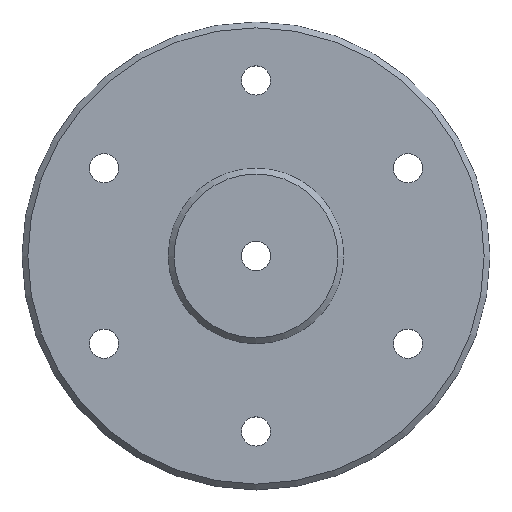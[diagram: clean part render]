
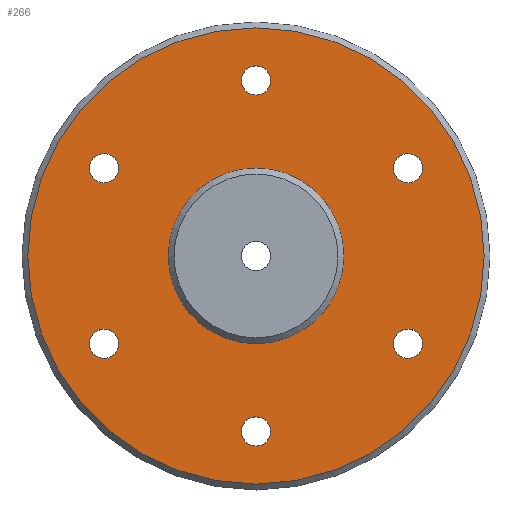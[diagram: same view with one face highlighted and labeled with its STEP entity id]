
A CAD part, top view. The second image highlights one B-rep face of the part: STEP entity #266.
In plain terms, the highlighted planar face has unit normal (0, 0, 1).
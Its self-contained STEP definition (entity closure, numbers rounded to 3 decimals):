
#27=FACE_BOUND('',#77,.T.);
#28=FACE_BOUND('',#78,.T.);
#29=FACE_BOUND('',#79,.T.);
#30=FACE_BOUND('',#80,.T.);
#31=FACE_BOUND('',#81,.T.);
#32=FACE_BOUND('',#82,.T.);
#33=FACE_BOUND('',#83,.T.);
#36=PLANE('',#311);
#53=FACE_OUTER_BOUND('',#76,.T.);
#76=EDGE_LOOP('',(#220));
#77=EDGE_LOOP('',(#221));
#78=EDGE_LOOP('',(#222));
#79=EDGE_LOOP('',(#223));
#80=EDGE_LOOP('',(#224));
#81=EDGE_LOOP('',(#225));
#82=EDGE_LOOP('',(#226));
#83=EDGE_LOOP('',(#227));
#117=CIRCLE('',#293,15.);
#129=CIRCLE('',#310,39.);
#130=CIRCLE('',#312,2.5);
#131=CIRCLE('',#313,2.5);
#132=CIRCLE('',#314,2.5);
#133=CIRCLE('',#315,2.5);
#134=CIRCLE('',#316,2.5);
#135=CIRCLE('',#317,2.5);
#138=VERTEX_POINT('',#425);
#150=VERTEX_POINT('',#457);
#151=VERTEX_POINT('',#461);
#152=VERTEX_POINT('',#463);
#153=VERTEX_POINT('',#465);
#154=VERTEX_POINT('',#467);
#155=VERTEX_POINT('',#469);
#156=VERTEX_POINT('',#471);
#161=EDGE_CURVE('',#138,#138,#117,.T.);
#175=EDGE_CURVE('',#150,#150,#129,.T.);
#177=EDGE_CURVE('',#151,#151,#130,.T.);
#178=EDGE_CURVE('',#152,#152,#131,.T.);
#179=EDGE_CURVE('',#153,#153,#132,.T.);
#180=EDGE_CURVE('',#154,#154,#133,.T.);
#181=EDGE_CURVE('',#155,#155,#134,.T.);
#182=EDGE_CURVE('',#156,#156,#135,.T.);
#220=ORIENTED_EDGE('',*,*,#175,.F.);
#221=ORIENTED_EDGE('',*,*,#161,.T.);
#222=ORIENTED_EDGE('',*,*,#177,.T.);
#223=ORIENTED_EDGE('',*,*,#178,.T.);
#224=ORIENTED_EDGE('',*,*,#179,.T.);
#225=ORIENTED_EDGE('',*,*,#180,.T.);
#226=ORIENTED_EDGE('',*,*,#181,.T.);
#227=ORIENTED_EDGE('',*,*,#182,.T.);
#266=ADVANCED_FACE('',(#53,#27,#28,#29,#30,#31,#32,#33),#36,.T.);
#293=AXIS2_PLACEMENT_3D('',#427,#340,#341);
#310=AXIS2_PLACEMENT_3D('',#458,#376,#377);
#311=AXIS2_PLACEMENT_3D('',#460,#379,#380);
#312=AXIS2_PLACEMENT_3D('',#462,#381,#382);
#313=AXIS2_PLACEMENT_3D('',#464,#383,#384);
#314=AXIS2_PLACEMENT_3D('',#466,#385,#386);
#315=AXIS2_PLACEMENT_3D('',#468,#387,#388);
#316=AXIS2_PLACEMENT_3D('',#470,#389,#390);
#317=AXIS2_PLACEMENT_3D('',#472,#391,#392);
#340=DIRECTION('center_axis',(0.,0.,-1.));
#341=DIRECTION('ref_axis',(1.,0.,0.));
#376=DIRECTION('center_axis',(0.,0.,-1.));
#377=DIRECTION('ref_axis',(1.,0.,0.));
#379=DIRECTION('center_axis',(0.,0.,1.));
#380=DIRECTION('ref_axis',(1.,0.,0.));
#381=DIRECTION('center_axis',(0.,0.,-1.));
#382=DIRECTION('ref_axis',(-1.,0.,0.));
#383=DIRECTION('center_axis',(0.,0.,-1.));
#384=DIRECTION('ref_axis',(-1.,0.,0.));
#385=DIRECTION('center_axis',(0.,0.,-1.));
#386=DIRECTION('ref_axis',(-1.,0.,0.));
#387=DIRECTION('center_axis',(0.,0.,-1.));
#388=DIRECTION('ref_axis',(-1.,0.,0.));
#389=DIRECTION('center_axis',(0.,0.,-1.));
#390=DIRECTION('ref_axis',(-1.,0.,0.));
#391=DIRECTION('center_axis',(0.,0.,-1.));
#392=DIRECTION('ref_axis',(-1.,0.,0.));
#425=CARTESIAN_POINT('',(-15.,0.,5.));
#427=CARTESIAN_POINT('Origin',(0.,0.,5.));
#457=CARTESIAN_POINT('',(-39.,0.,5.));
#458=CARTESIAN_POINT('Origin',(0.,0.,5.));
#460=CARTESIAN_POINT('Origin',(0.,0.,5.));
#461=CARTESIAN_POINT('',(2.5,-30.,5.));
#462=CARTESIAN_POINT('Origin',(0.,-30.,5.));
#463=CARTESIAN_POINT('',(-23.481,15.,5.));
#464=CARTESIAN_POINT('Origin',(-25.981,15.,5.));
#465=CARTESIAN_POINT('',(-23.481,-15.,5.));
#466=CARTESIAN_POINT('Origin',(-25.981,-15.,5.));
#467=CARTESIAN_POINT('',(28.481,15.,5.));
#468=CARTESIAN_POINT('Origin',(25.981,15.,5.));
#469=CARTESIAN_POINT('',(2.5,30.,5.));
#470=CARTESIAN_POINT('Origin',(0.,30.,5.));
#471=CARTESIAN_POINT('',(28.481,-15.,5.));
#472=CARTESIAN_POINT('Origin',(25.981,-15.,5.));
